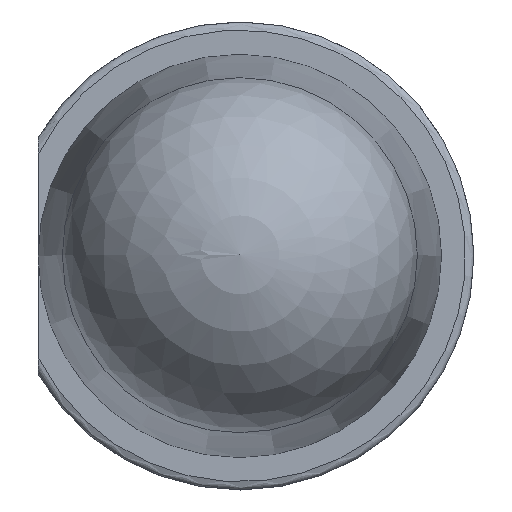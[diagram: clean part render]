
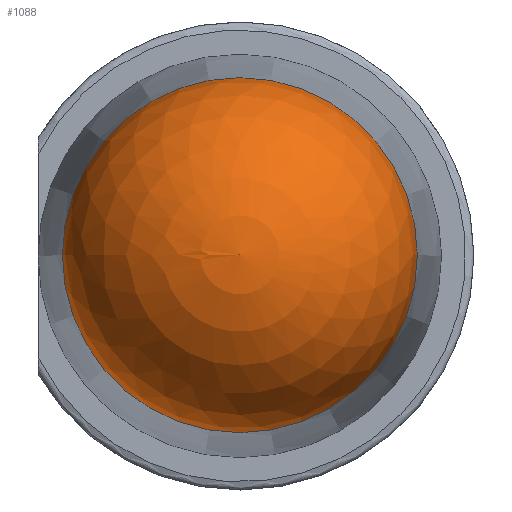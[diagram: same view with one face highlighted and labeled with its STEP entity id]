
A CAD part, top view. The second image highlights one B-rep face of the part: STEP entity #1088.
In plain terms, the highlighted spherical face has radius 2.2 mm.
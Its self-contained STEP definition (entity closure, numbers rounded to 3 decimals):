
#1057 = VERTEX_POINT('',#1058);
#1058 = CARTESIAN_POINT('',(-2.2,0.,11.4));
#1064 = EDGE_CURVE('',#1057,#1057,#1065,.T.);
#1065 = CIRCLE('',#1066,2.2);
#1066 = AXIS2_PLACEMENT_3D('',#1067,#1068,#1069);
#1067 = CARTESIAN_POINT('',(0.,0.,11.4));
#1068 = DIRECTION('',(0.,0.,1.));
#1069 = DIRECTION('',(-1.,0.,0.));
#1088 = ADVANCED_FACE('',(#1089),#1102,.T.);
#1089 = FACE_BOUND('',#1090,.T.);
#1090 = EDGE_LOOP('',(#1091,#1100,#1101));
#1091 = ORIENTED_EDGE('',*,*,#1092,.T.);
#1092 = EDGE_CURVE('',#1093,#1057,#1095,.T.);
#1093 = VERTEX_POINT('',#1094);
#1094 = CARTESIAN_POINT('',(0.,0.,
    13.6));
#1095 = CIRCLE('',#1096,2.2);
#1096 = AXIS2_PLACEMENT_3D('',#1097,#1098,#1099);
#1097 = CARTESIAN_POINT('',(0.,0.,11.4));
#1098 = DIRECTION('',(0.,-1.,0.));
#1099 = DIRECTION('',(1.,0.,0.));
#1100 = ORIENTED_EDGE('',*,*,#1064,.T.);
#1101 = ORIENTED_EDGE('',*,*,#1092,.F.);
#1102 = SPHERICAL_SURFACE('',#1103,2.2);
#1103 = AXIS2_PLACEMENT_3D('',#1104,#1105,#1106);
#1104 = CARTESIAN_POINT('',(0.,0.,11.4));
#1105 = DIRECTION('',(0.,0.,-1.));
#1106 = DIRECTION('',(-1.,0.,0.));
